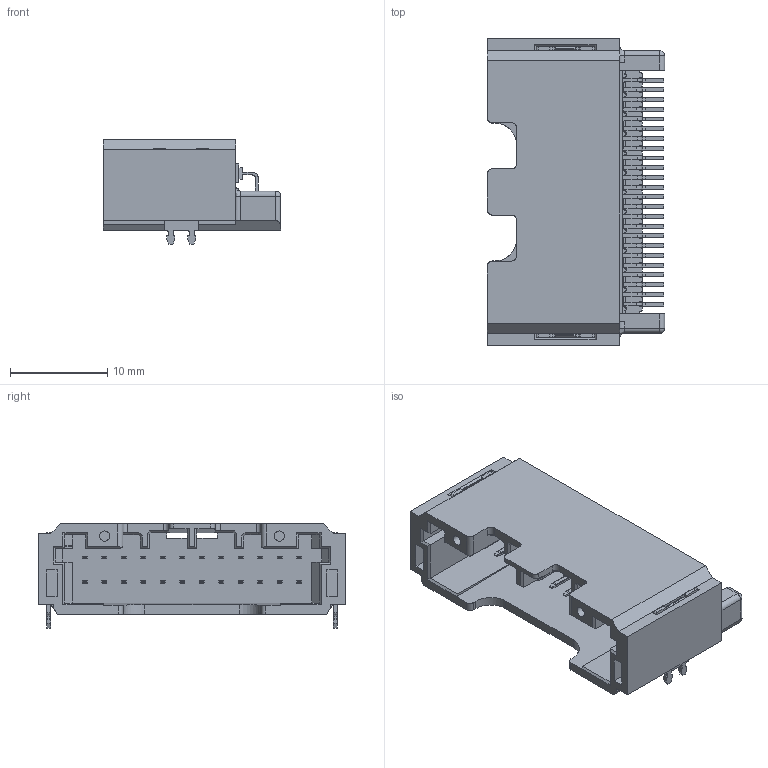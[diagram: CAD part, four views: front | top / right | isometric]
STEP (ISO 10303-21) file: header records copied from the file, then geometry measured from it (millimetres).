
FILE_DESCRIPTION( ('This file contains a STEP AP42 implementation' ,'as created by ZW3D STEP Interface translator.') ,'2;1' );
FILE_NAME( 'RA_SMT_24P.step' ,'221018.173231', (''), ('ZWCAD Software Co.'), 'Version 1.0', 'ZW3D to STEP translator', '' );
FILE_SCHEMA(('CONFIG_CONTROL_DESIGN'));
Length unit declared in the file: millimetre
Products named in the file (1): 0
Bounding box: 18.2 x 31.6 x 10.75 mm (x, y, z)
Volume: 1903.3 mm3; surface area: 3942 mm2
Topology: 1 solids, 1 shells, 2070 faces, 6338 edges, 4164 vertices
Faces by surface type: plane 1480, cylinder 570, bspline 14, cone 4, sphere 2
Full cylindrical faces by diameter (mm): 1.05 x2
Entity records: 71906 total; most frequent: CARTESIAN_POINT 15123, ORIENTED_EDGE 12676, DIRECTION 10836, EDGE_CURVE 6338, VECTOR 5110, LINE 5110, VERTEX_POINT 4164, AXIS2_PLACEMENT_3D 2863
